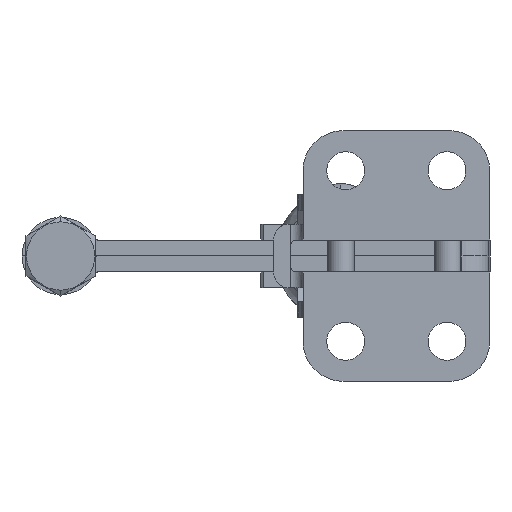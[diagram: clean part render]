
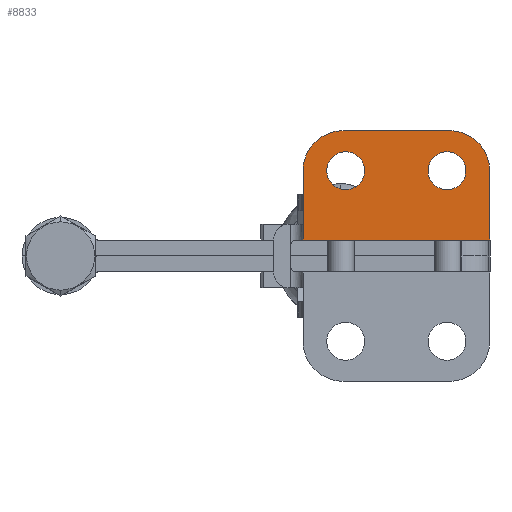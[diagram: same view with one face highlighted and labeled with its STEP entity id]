
A CAD part, front view. The second image highlights one B-rep face of the part: STEP entity #8833.
In plain terms, the highlighted planar face has unit normal (0, -1, 0).
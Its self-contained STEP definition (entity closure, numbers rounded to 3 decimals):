
#33 = CARTESIAN_POINT ( 'NONE',  ( -2.5, 15.955, 3. ) ) ;
#83 = CARTESIAN_POINT ( 'NONE',  ( 0., 15.955, 3. ) ) ;
#158 = CARTESIAN_POINT ( 'NONE',  ( 4.45, 15.955, 16. ) ) ;
#177 = CIRCLE ( 'NONE', #11821, 7.5 ) ;
#225 = DIRECTION ( 'NONE',  ( 0., -1., 0. ) ) ;
#744 = VECTOR ( 'NONE', #10591, 1000. ) ;
#752 = EDGE_CURVE ( 'NONE', #2451, #12221, #177, .T. ) ;
#894 = CARTESIAN_POINT ( 'NONE',  ( 8., 15.955, 16. ) ) ;
#1350 = ORIENTED_EDGE ( 'NONE', *, *, #4662, .F. ) ;
#1403 = VERTEX_POINT ( 'NONE', #5440 ) ;
#1546 = VECTOR ( 'NONE', #3800, 1000. ) ;
#1564 = DIRECTION ( 'NONE',  ( 0., -1., 0. ) ) ;
#1573 = ORIENTED_EDGE ( 'NONE', *, *, #2907, .F. ) ;
#1674 = EDGE_CURVE ( 'NONE', #12221, #1403, #5950, .T. ) ;
#1749 = CIRCLE ( 'NONE', #3917, 3.55 ) ;
#1872 = ORIENTED_EDGE ( 'NONE', *, *, #4018, .F. ) ;
#1890 = DIRECTION ( 'NONE',  ( -1., 0., 0. ) ) ;
#1899 = CARTESIAN_POINT ( 'NONE',  ( 35., 15.955, 16. ) ) ;
#2022 = VERTEX_POINT ( 'NONE', #11217 ) ;
#2024 = DIRECTION ( 'NONE',  ( 1., 0., 0. ) ) ;
#2451 = VERTEX_POINT ( 'NONE', #1899 ) ;
#2741 = CARTESIAN_POINT ( 'NONE',  ( 35., 15.955, 3. ) ) ;
#2800 = CIRCLE ( 'NONE', #3223, 3.55 ) ;
#2907 = EDGE_CURVE ( 'NONE', #8759, #3921, #4572, .T. ) ;
#3211 = EDGE_LOOP ( 'NONE', ( #6341, #4563, #10612, #12342, #3569, #9254 ) ) ;
#3223 = AXIS2_PLACEMENT_3D ( 'NONE', #7392, #1564, #8339 ) ;
#3332 = FACE_OUTER_BOUND ( 'NONE', #3211, .T. ) ;
#3485 = CARTESIAN_POINT ( 'NONE',  ( 30.55, 15.955, 16. ) ) ;
#3558 = VERTEX_POINT ( 'NONE', #6444 ) ;
#3569 = ORIENTED_EDGE ( 'NONE', *, *, #1674, .T. ) ;
#3600 = CIRCLE ( 'NONE', #3809, 3.55 ) ;
#3602 = VERTEX_POINT ( 'NONE', #12179 ) ;
#3800 = DIRECTION ( 'NONE',  ( -1., 0., 0. ) ) ;
#3809 = AXIS2_PLACEMENT_3D ( 'NONE', #894, #7697, #1890 ) ;
#3881 = PLANE ( 'NONE',  #6673 ) ;
#3917 = AXIS2_PLACEMENT_3D ( 'NONE', #11082, #5374, #12071 ) ;
#3921 = VERTEX_POINT ( 'NONE', #3485 ) ;
#3982 = EDGE_LOOP ( 'NONE', ( #1573, #1872 ) ) ;
#4018 = EDGE_CURVE ( 'NONE', #3921, #8759, #1749, .T. ) ;
#4293 = VERTEX_POINT ( 'NONE', #158 ) ;
#4350 = VECTOR ( 'NONE', #11637, 1000. ) ;
#4410 = DIRECTION ( 'NONE',  ( 0., -1., 0. ) ) ;
#4557 = EDGE_LOOP ( 'NONE', ( #5826, #1350 ) ) ;
#4563 = ORIENTED_EDGE ( 'NONE', *, *, #6303, .F. ) ;
#4572 = CIRCLE ( 'NONE', #10069, 3.55 ) ;
#4662 = EDGE_CURVE ( 'NONE', #2022, #4293, #3600, .T. ) ;
#4663 = LINE ( 'NONE', #83, #4350 ) ;
#4834 = CARTESIAN_POINT ( 'NONE',  ( 35., 15.955, 3. ) ) ;
#4839 = CARTESIAN_POINT ( 'NONE',  ( 23.45, 15.955, 16. ) ) ;
#5309 = EDGE_CURVE ( 'NONE', #3602, #9639, #4663, .T. ) ;
#5374 = DIRECTION ( 'NONE',  ( 0., -1., 0. ) ) ;
#5440 = CARTESIAN_POINT ( 'NONE',  ( 7.5, 15.955, 23.5 ) ) ;
#5557 = DIRECTION ( 'NONE',  ( 0., -1., 0. ) ) ;
#5826 = ORIENTED_EDGE ( 'NONE', *, *, #9855, .F. ) ;
#5899 = CARTESIAN_POINT ( 'NONE',  ( 27.5, 15.955, 23.5 ) ) ;
#5950 = LINE ( 'NONE', #5899, #744 ) ;
#6076 = CARTESIAN_POINT ( 'NONE',  ( 7.5, 15.955, 16. ) ) ;
#6303 = EDGE_CURVE ( 'NONE', #3558, #3602, #8943, .T. ) ;
#6341 = ORIENTED_EDGE ( 'NONE', *, *, #5309, .F. ) ;
#6444 = CARTESIAN_POINT ( 'NONE',  ( 35., 15.955, 3. ) ) ;
#6566 = DIRECTION ( 'NONE',  ( 0., 0., -1. ) ) ;
#6673 = AXIS2_PLACEMENT_3D ( 'NONE', #33, #7806, #2024 ) ;
#6969 = CARTESIAN_POINT ( 'NONE',  ( 0., 15.955, 16. ) ) ;
#7026 = DIRECTION ( 'NONE',  ( -1., 0., 0. ) ) ;
#7392 = CARTESIAN_POINT ( 'NONE',  ( 8., 15.955, 16. ) ) ;
#7447 = LINE ( 'NONE', #2741, #9664 ) ;
#7697 = DIRECTION ( 'NONE',  ( 0., -1., 0. ) ) ;
#7764 = CIRCLE ( 'NONE', #10815, 7.5 ) ;
#7806 = DIRECTION ( 'NONE',  ( 0., 1., 0. ) ) ;
#8113 = FACE_BOUND ( 'NONE', #4557, .T. ) ;
#8339 = DIRECTION ( 'NONE',  ( -1., 0., 0. ) ) ;
#8703 = DIRECTION ( 'NONE',  ( -1., 0., 0. ) ) ;
#8759 = VERTEX_POINT ( 'NONE', #4839 ) ;
#8833 = ADVANCED_FACE ( 'NONE', ( #8113, #10642, #3332 ), #3881, .F. ) ;
#8943 = LINE ( 'NONE', #4834, #1546 ) ;
#9125 = EDGE_CURVE ( 'NONE', #1403, #9639, #7764, .T. ) ;
#9254 = ORIENTED_EDGE ( 'NONE', *, *, #9125, .T. ) ;
#9639 = VERTEX_POINT ( 'NONE', #6969 ) ;
#9664 = VECTOR ( 'NONE', #6566, 1000. ) ;
#9855 = EDGE_CURVE ( 'NONE', #4293, #2022, #2800, .T. ) ;
#10069 = AXIS2_PLACEMENT_3D ( 'NONE', #10168, #5557, #8703 ) ;
#10121 = CARTESIAN_POINT ( 'NONE',  ( 27.5, 15.955, 16. ) ) ;
#10168 = CARTESIAN_POINT ( 'NONE',  ( 27., 15.955, 16. ) ) ;
#10279 = CARTESIAN_POINT ( 'NONE',  ( 27.5, 15.955, 23.5 ) ) ;
#10321 = EDGE_CURVE ( 'NONE', #2451, #3558, #7447, .T. ) ;
#10591 = DIRECTION ( 'NONE',  ( -1., 0., 0. ) ) ;
#10612 = ORIENTED_EDGE ( 'NONE', *, *, #10321, .F. ) ;
#10642 = FACE_BOUND ( 'NONE', #3982, .T. ) ;
#10815 = AXIS2_PLACEMENT_3D ( 'NONE', #6076, #225, #7026 ) ;
#11075 = DIRECTION ( 'NONE',  ( -1., 0., 0. ) ) ;
#11082 = CARTESIAN_POINT ( 'NONE',  ( 27., 15.955, 16. ) ) ;
#11217 = CARTESIAN_POINT ( 'NONE',  ( 11.55, 15.955, 16. ) ) ;
#11637 = DIRECTION ( 'NONE',  ( 0., 0., 1. ) ) ;
#11821 = AXIS2_PLACEMENT_3D ( 'NONE', #10121, #4410, #11075 ) ;
#12071 = DIRECTION ( 'NONE',  ( -1., 0., 0. ) ) ;
#12179 = CARTESIAN_POINT ( 'NONE',  ( 0., 15.955, 3. ) ) ;
#12221 = VERTEX_POINT ( 'NONE', #10279 ) ;
#12342 = ORIENTED_EDGE ( 'NONE', *, *, #752, .T. ) ;
